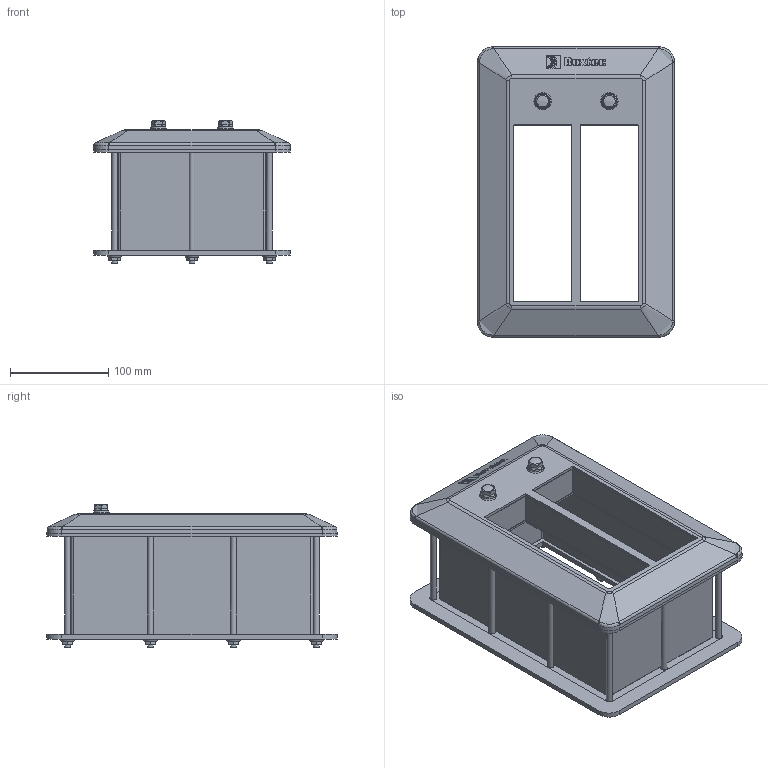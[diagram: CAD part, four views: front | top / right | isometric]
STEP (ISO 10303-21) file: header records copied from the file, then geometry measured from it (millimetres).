
FILE_DESCRIPTION(/* description */ (''),/* implementation_level */ '2;1');
FILE_NAME(/* name */ 'LABSEALCLTX90_100.stp',/* time_stamp */ '2025-06-09T11:32:17+02:00',/* author */ ('se-jorlan'),/* organization */ (''),/* preprocessor_version */ 'ST-DEVELOPER v19.2',/* originating_system */ 'Autodesk Inventor 2023',/* authorisation */ '');
FILE_SCHEMA (('CONFIG_CONTROL_DESIGN'));
Length unit declared in the file: millimetre
Products named in the file (1): LABSEALCLTX90_100
Bounding box: 200 x 295 x 146.22 mm (x, y, z)
Volume: 1033005.5 mm3; surface area: 370732.6 mm2
Topology: 1 solids, 1 shells, 591 faces, 1480 edges, 950 vertices
Faces by surface type: plane 266, cylinder 126, cone 104, bspline 69, torus 24, sphere 2
Full cylindrical faces by diameter (mm): 6 x20, 7 x10
Entity records: 20432 total; most frequent: CARTESIAN_POINT 6335, ORIENTED_EDGE 2960, DIRECTION 2586, EDGE_CURVE 1480, AXIS2_PLACEMENT_3D 957, VERTEX_POINT 950, EDGE_LOOP 674, LINE 672
